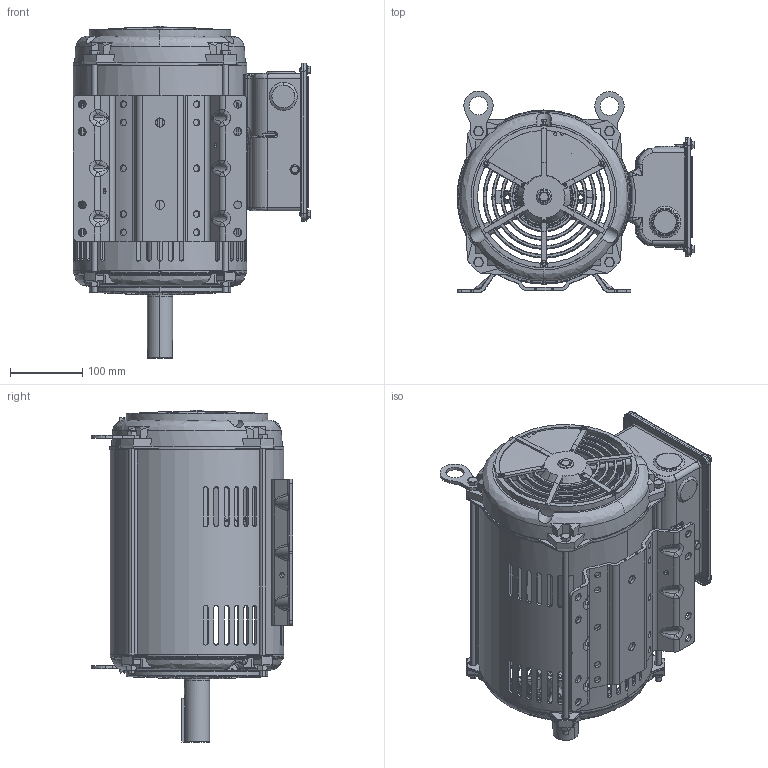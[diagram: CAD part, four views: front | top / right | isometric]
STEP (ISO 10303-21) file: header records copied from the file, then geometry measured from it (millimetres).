
FILE_DESCRIPTION (( 'STEP AP214' ), '1' );
FILE_NAME ('I115 037642-1115_Rev002 B1.STEP', '2019-04-09T16:19:11', ( '' ), ( '' ), 'SwSTEP 2.0', 'SolidWorks 2017', '' );
FILE_SCHEMA (( 'AUTOMOTIVE_DESIGN' ));
Length unit declared in the file: inch
Products named in the file (1): I115 037642-1115_Rev002 B1
Bounding box: 330.12 x 279.58 x 460.71 mm (x, y, z)
Volume: 2652970.1 mm3; surface area: 1347434.7 mm2
Topology: 35 solids, 37 shells, 3896 faces, 10813 edges, 6932 vertices
Faces by surface type: plane 1399, cylinder 849, cone 830, bspline 818
Entity records: 191723 total; most frequent: CARTESIAN_POINT 101697, ORIENTED_EDGE 21522, DIRECTION 14943, EDGE_CURVE 10761, VERTEX_POINT 6932, AXIS2_PLACEMENT_3D 5767, B_SPLINE_CURVE_WITH_KNOTS 4497, EDGE_LOOP 4269
